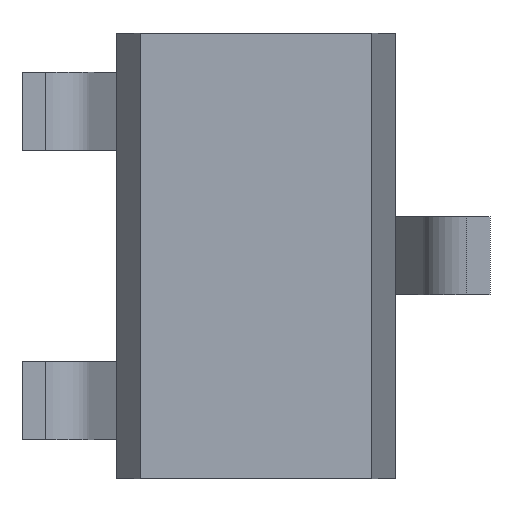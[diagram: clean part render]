
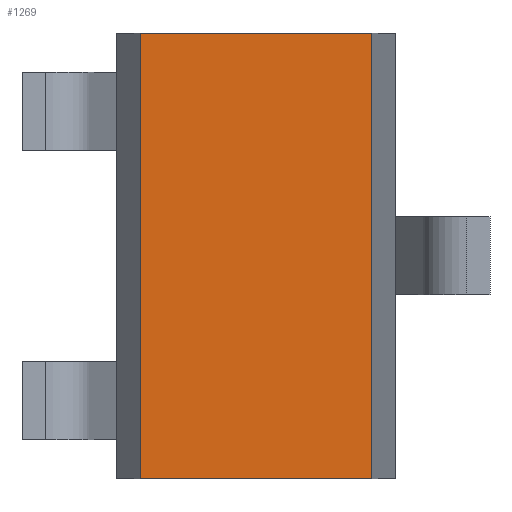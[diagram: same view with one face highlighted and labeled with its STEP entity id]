
A CAD part, front view. The second image highlights one B-rep face of the part: STEP entity #1269.
In plain terms, the highlighted planar face has unit normal (0, -1, 0).
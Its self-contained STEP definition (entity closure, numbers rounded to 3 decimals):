
#24 = EDGE_CURVE ( 'NONE', #812, #903, #996, .T. ) ;
#66 = CARTESIAN_POINT ( 'NONE',  ( -0.52, 0.1, 0. ) ) ;
#185 = LINE ( 'NONE', #66, #382 ) ;
#209 = AXIS2_PLACEMENT_3D ( 'NONE', #783, #278, #955 ) ;
#245 = CARTESIAN_POINT ( 'NONE',  ( -0.52, 0.1, 1. ) ) ;
#278 = DIRECTION ( 'NONE',  ( 0., 1., 0. ) ) ;
#283 = DIRECTION ( 'NONE',  ( 1., 0., 0. ) ) ;
#299 = CARTESIAN_POINT ( 'NONE',  ( 0.52, 0.1, -1. ) ) ;
#327 = EDGE_CURVE ( 'NONE', #545, #812, #185, .T. ) ;
#374 = FACE_OUTER_BOUND ( 'NONE', #673, .T. ) ;
#382 = VECTOR ( 'NONE', #638, 1000. ) ;
#444 = ORIENTED_EDGE ( 'NONE', *, *, #24, .F. ) ;
#451 = EDGE_CURVE ( 'NONE', #545, #1198, #735, .T. ) ;
#489 = ORIENTED_EDGE ( 'NONE', *, *, #327, .F. ) ;
#545 = VERTEX_POINT ( 'NONE', #1095 ) ;
#561 = PLANE ( 'NONE',  #209 ) ;
#633 = VECTOR ( 'NONE', #283, 1000. ) ;
#638 = DIRECTION ( 'NONE',  ( 0., 0., 1. ) ) ;
#645 = DIRECTION ( 'NONE',  ( 1., 0., 0. ) ) ;
#673 = EDGE_LOOP ( 'NONE', ( #716, #444, #489, #711 ) ) ;
#711 = ORIENTED_EDGE ( 'NONE', *, *, #451, .T. ) ;
#716 = ORIENTED_EDGE ( 'NONE', *, *, #1188, .F. ) ;
#734 = VECTOR ( 'NONE', #645, 1000. ) ;
#735 = LINE ( 'NONE', #1064, #633 ) ;
#767 = VECTOR ( 'NONE', #1186, 1000. ) ;
#783 = CARTESIAN_POINT ( 'NONE',  ( 0., 0.1, 0. ) ) ;
#797 = CARTESIAN_POINT ( 'NONE',  ( 0.52, 0.1, 0. ) ) ;
#812 = VERTEX_POINT ( 'NONE', #245 ) ;
#848 = CARTESIAN_POINT ( 'NONE',  ( 0.52, 0.1, 1. ) ) ;
#903 = VERTEX_POINT ( 'NONE', #848 ) ;
#955 = DIRECTION ( 'NONE',  ( 1., 0., 0. ) ) ;
#996 = LINE ( 'NONE', #1132, #734 ) ;
#1064 = CARTESIAN_POINT ( 'NONE',  ( 0.52, 0.1, -1. ) ) ;
#1089 = LINE ( 'NONE', #797, #767 ) ;
#1095 = CARTESIAN_POINT ( 'NONE',  ( -0.52, 0.1, -1. ) ) ;
#1132 = CARTESIAN_POINT ( 'NONE',  ( 0.52, 0.1, 1. ) ) ;
#1186 = DIRECTION ( 'NONE',  ( 0., 0., -1. ) ) ;
#1188 = EDGE_CURVE ( 'NONE', #903, #1198, #1089, .T. ) ;
#1198 = VERTEX_POINT ( 'NONE', #299 ) ;
#1269 = ADVANCED_FACE ( 'NONE', ( #374 ), #561, .F. ) ;
